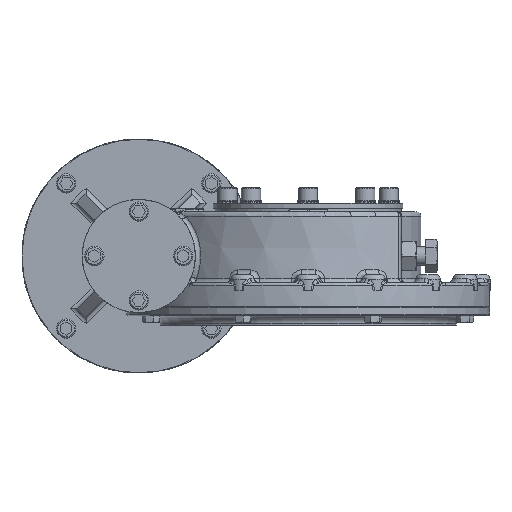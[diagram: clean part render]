
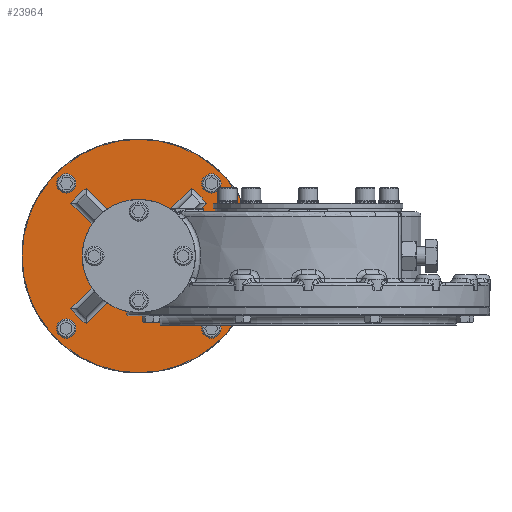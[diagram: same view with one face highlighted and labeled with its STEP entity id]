
A CAD part, left-side view. The second image highlights one B-rep face of the part: STEP entity #23964.
In plain terms, the highlighted planar face has unit normal (-1, 0, 0).
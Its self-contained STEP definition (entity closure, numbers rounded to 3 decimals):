
#2254=CIRCLE('',#26898,144.5);
#2298=CIRCLE('',#26956,106.213);
#2303=CIRCLE('',#26964,43.);
#2311=CIRCLE('',#26975,43.);
#2314=CIRCLE('',#26981,106.213);
#2318=CIRCLE('',#26988,106.213);
#2323=CIRCLE('',#26996,43.);
#2331=CIRCLE('',#27007,43.);
#2334=CIRCLE('',#27013,106.213);
#2348=CIRCLE('',#27056,8.25);
#2349=CIRCLE('',#27057,8.25);
#2350=CIRCLE('',#27058,8.25);
#2351=CIRCLE('',#27059,8.25);
#5253=ORIENTED_EDGE('',*,*,#10815,.F.);
#5254=ORIENTED_EDGE('',*,*,#10816,.F.);
#5255=ORIENTED_EDGE('',*,*,#10817,.F.);
#5256=ORIENTED_EDGE('',*,*,#10818,.F.);
#5257=ORIENTED_EDGE('',*,*,#10713,.T.);
#5258=ORIENTED_EDGE('',*,*,#10708,.T.);
#5259=ORIENTED_EDGE('',*,*,#10722,.T.);
#5260=ORIENTED_EDGE('',*,*,#10732,.T.);
#5261=ORIENTED_EDGE('',*,*,#10738,.T.);
#5262=ORIENTED_EDGE('',*,*,#10745,.T.);
#5263=ORIENTED_EDGE('',*,*,#10758,.T.);
#5264=ORIENTED_EDGE('',*,*,#10768,.T.);
#5265=ORIENTED_EDGE('',*,*,#10774,.T.);
#5266=ORIENTED_EDGE('',*,*,#10776,.T.);
#5267=ORIENTED_EDGE('',*,*,#10766,.T.);
#5268=ORIENTED_EDGE('',*,*,#10755,.T.);
#5269=ORIENTED_EDGE('',*,*,#10749,.T.);
#5270=ORIENTED_EDGE('',*,*,#10742,.T.);
#5271=ORIENTED_EDGE('',*,*,#10730,.T.);
#5272=ORIENTED_EDGE('',*,*,#10719,.T.);
#5273=ORIENTED_EDGE('',*,*,#10641,.T.);
#10641=EDGE_CURVE('',#14353,#14353,#2254,.T.);
#10708=EDGE_CURVE('',#14405,#14404,#17171,.F.);
#10713=EDGE_CURVE('',#14409,#14405,#2298,.F.);
#10719=EDGE_CURVE('',#14413,#14409,#17174,.T.);
#10722=EDGE_CURVE('',#14404,#14415,#2303,.F.);
#10730=EDGE_CURVE('',#14418,#14413,#2311,.F.);
#10732=EDGE_CURVE('',#14415,#14421,#17175,.T.);
#10738=EDGE_CURVE('',#14421,#14425,#2314,.F.);
#10742=EDGE_CURVE('',#14428,#14418,#17178,.F.);
#10745=EDGE_CURVE('',#14425,#14430,#17179,.F.);
#10749=EDGE_CURVE('',#14433,#14428,#2318,.F.);
#10755=EDGE_CURVE('',#14437,#14433,#17182,.T.);
#10758=EDGE_CURVE('',#14430,#14439,#2323,.F.);
#10766=EDGE_CURVE('',#14442,#14437,#2331,.F.);
#10768=EDGE_CURVE('',#14439,#14445,#17183,.T.);
#10774=EDGE_CURVE('',#14445,#14449,#2334,.F.);
#10776=EDGE_CURVE('',#14449,#14442,#17185,.F.);
#10815=EDGE_CURVE('',#14455,#14455,#2348,.T.);
#10816=EDGE_CURVE('',#14456,#14456,#2349,.T.);
#10817=EDGE_CURVE('',#14457,#14457,#2350,.T.);
#10818=EDGE_CURVE('',#14458,#14458,#2351,.T.);
#14353=VERTEX_POINT('',#41048);
#14404=VERTEX_POINT('',#41762);
#14405=VERTEX_POINT('',#41764);
#14409=VERTEX_POINT('',#41835);
#14413=VERTEX_POINT('',#41908);
#14415=VERTEX_POINT('',#41913);
#14418=VERTEX_POINT('',#41926);
#14421=VERTEX_POINT('',#41979);
#14425=VERTEX_POINT('',#42052);
#14428=VERTEX_POINT('',#42076);
#14430=VERTEX_POINT('',#42127);
#14433=VERTEX_POINT('',#42151);
#14437=VERTEX_POINT('',#42224);
#14439=VERTEX_POINT('',#42229);
#14442=VERTEX_POINT('',#42242);
#14445=VERTEX_POINT('',#42295);
#14449=VERTEX_POINT('',#42368);
#14455=VERTEX_POINT('',#42524);
#14456=VERTEX_POINT('',#42526);
#14457=VERTEX_POINT('',#42528);
#14458=VERTEX_POINT('',#42530);
#17171=LINE('',#41763,#18799);
#17174=LINE('',#41907,#18802);
#17175=LINE('',#41980,#18803);
#17178=LINE('',#42075,#18806);
#17179=LINE('',#42128,#18807);
#17182=LINE('',#42223,#18810);
#17183=LINE('',#42296,#18811);
#17185=LINE('',#42372,#18813);
#18799=VECTOR('',#30345,1000.);
#18802=VECTOR('',#30362,1000.);
#18803=VECTOR('',#30395,1000.);
#18806=VECTOR('',#30412,1000.);
#18807=VECTOR('',#30417,1000.);
#18810=VECTOR('',#30434,1000.);
#18811=VECTOR('',#30467,1000.);
#18813=VECTOR('',#30483,1000.);
#20526=EDGE_LOOP('',(#5253));
#20527=EDGE_LOOP('',(#5254));
#20528=EDGE_LOOP('',(#5255));
#20529=EDGE_LOOP('',(#5256));
#20530=EDGE_LOOP('',(#5257,#5258,#5259,#5260,#5261,#5262,#5263,#5264,#5265,
#5266,#5267,#5268,#5269,#5270,#5271,#5272));
#20531=EDGE_LOOP('',(#5273));
#22053=FACE_BOUND('',#20526,.T.);
#22054=FACE_BOUND('',#20527,.T.);
#22055=FACE_BOUND('',#20528,.T.);
#22056=FACE_BOUND('',#20529,.T.);
#22057=FACE_BOUND('',#20530,.T.);
#22058=FACE_BOUND('',#20531,.T.);
#23213=PLANE('',#27055);
#23964=ADVANCED_FACE('',(#22053,#22054,#22055,#22056,#22057,#22058),#23213,
 .T.);
#26898=AXIS2_PLACEMENT_3D('',#41047,#30217,#30218);
#26956=AXIS2_PLACEMENT_3D('',#41834,#30351,#30352);
#26964=AXIS2_PLACEMENT_3D('',#41914,#30369,#30370);
#26975=AXIS2_PLACEMENT_3D('',#41929,#30391,#30392);
#26981=AXIS2_PLACEMENT_3D('',#42053,#30405,#30406);
#26988=AXIS2_PLACEMENT_3D('',#42150,#30423,#30424);
#26996=AXIS2_PLACEMENT_3D('',#42230,#30441,#30442);
#27007=AXIS2_PLACEMENT_3D('',#42245,#30463,#30464);
#27013=AXIS2_PLACEMENT_3D('',#42369,#30477,#30478);
#27055=AXIS2_PLACEMENT_3D('',#42522,#30579,#30580);
#27056=AXIS2_PLACEMENT_3D('',#42523,#30581,#30582);
#27057=AXIS2_PLACEMENT_3D('',#42525,#30583,#30584);
#27058=AXIS2_PLACEMENT_3D('',#42527,#30585,#30586);
#27059=AXIS2_PLACEMENT_3D('',#42529,#30587,#30588);
#30217=DIRECTION('',(-1.,0.,0.));
#30218=DIRECTION('',(0.,0.,1.));
#30345=DIRECTION('',(0.,-0.707,-0.707));
#30351=DIRECTION('',(-1.,0.,0.));
#30352=DIRECTION('',(0.,0.,1.));
#30362=DIRECTION('',(0.,-0.707,-0.707));
#30369=DIRECTION('',(-1.,0.,0.));
#30370=DIRECTION('',(0.,0.,1.));
#30391=DIRECTION('',(-1.,0.,0.));
#30392=DIRECTION('',(0.,0.,1.));
#30395=DIRECTION('',(0.,0.707,-0.707));
#30405=DIRECTION('',(-1.,0.,0.));
#30406=DIRECTION('',(0.,0.,1.));
#30412=DIRECTION('',(0.,-0.707,0.707));
#30417=DIRECTION('',(0.,0.707,-0.707));
#30423=DIRECTION('',(-1.,0.,0.));
#30424=DIRECTION('',(0.,0.,1.));
#30434=DIRECTION('',(0.,-0.707,0.707));
#30441=DIRECTION('',(-1.,0.,0.));
#30442=DIRECTION('',(0.,0.,1.));
#30463=DIRECTION('',(-1.,0.,0.));
#30464=DIRECTION('',(0.,0.,1.));
#30467=DIRECTION('',(0.,0.707,0.707));
#30477=DIRECTION('',(-1.,0.,0.));
#30478=DIRECTION('',(0.,0.,1.));
#30483=DIRECTION('',(0.,0.707,0.707));
#30579=DIRECTION('',(-1.,0.,0.));
#30580=DIRECTION('',(0.,0.,1.));
#30581=DIRECTION('',(-1.,0.,0.));
#30582=DIRECTION('',(0.,1.,0.));
#30583=DIRECTION('',(-1.,0.,0.));
#30584=DIRECTION('',(0.,0.,-1.));
#30585=DIRECTION('',(-1.,0.,0.));
#30586=DIRECTION('',(0.,-1.,0.));
#30587=DIRECTION('',(-1.,0.,0.));
#30588=DIRECTION('',(0.,0.,1.));
#41047=CARTESIAN_POINT('',(250.19,209.55,0.));
#41048=CARTESIAN_POINT('',(250.19,209.55,144.5));
#41762=CARTESIAN_POINT('',(250.19,190.228,-38.414));
#41763=CARTESIAN_POINT('',(250.19,200.596,-28.046));
#41764=CARTESIAN_POINT('',(250.19,144.601,-84.041));
#41834=CARTESIAN_POINT('',(250.19,209.55,0.));
#41835=CARTESIAN_POINT('',(250.19,125.509,-64.949));
#41907=CARTESIAN_POINT('',(250.19,127.72,-62.738));
#41908=CARTESIAN_POINT('',(250.19,171.136,-19.322));
#41913=CARTESIAN_POINT('',(250.19,228.872,-38.414));
#41914=CARTESIAN_POINT('',(250.19,209.55,0.));
#41926=CARTESIAN_POINT('',(250.19,171.136,19.322));
#41929=CARTESIAN_POINT('',(250.19,209.55,0.));
#41979=CARTESIAN_POINT('',(250.19,274.499,-84.041));
#41980=CARTESIAN_POINT('',(250.19,272.288,-81.83));
#42052=CARTESIAN_POINT('',(250.19,293.591,-64.949));
#42053=CARTESIAN_POINT('',(250.19,209.55,0.));
#42075=CARTESIAN_POINT('',(250.19,218.504,-28.046));
#42076=CARTESIAN_POINT('',(250.19,125.509,64.949));
#42127=CARTESIAN_POINT('',(250.19,247.964,-19.322));
#42128=CARTESIAN_POINT('',(250.19,237.596,-8.954));
#42150=CARTESIAN_POINT('',(250.19,209.55,0.));
#42151=CARTESIAN_POINT('',(250.19,144.601,84.041));
#42223=CARTESIAN_POINT('',(250.19,146.812,81.83));
#42224=CARTESIAN_POINT('',(250.19,190.228,38.414));
#42229=CARTESIAN_POINT('',(250.19,247.964,19.322));
#42230=CARTESIAN_POINT('',(250.19,209.55,0.));
#42242=CARTESIAN_POINT('',(250.19,228.872,38.414));
#42245=CARTESIAN_POINT('',(250.19,209.55,0.));
#42295=CARTESIAN_POINT('',(250.19,293.591,64.949));
#42296=CARTESIAN_POINT('',(250.19,291.38,62.738));
#42368=CARTESIAN_POINT('',(250.19,274.499,84.041));
#42369=CARTESIAN_POINT('',(250.19,209.55,0.));
#42372=CARTESIAN_POINT('',(250.19,181.504,-8.954));
#42522=CARTESIAN_POINT('',(250.19,209.55,-37.));
#42523=CARTESIAN_POINT('',(250.19,119.747,89.803));
#42524=CARTESIAN_POINT('',(250.19,127.997,89.803));
#42525=CARTESIAN_POINT('',(250.19,299.353,89.803));
#42526=CARTESIAN_POINT('',(250.19,299.353,81.553));
#42527=CARTESIAN_POINT('',(250.19,299.353,-89.803));
#42528=CARTESIAN_POINT('',(250.19,291.103,-89.803));
#42529=CARTESIAN_POINT('',(250.19,119.747,-89.803));
#42530=CARTESIAN_POINT('',(250.19,119.747,-81.553));
